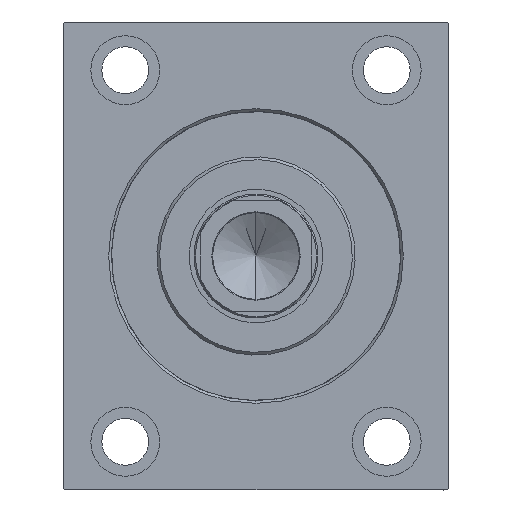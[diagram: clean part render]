
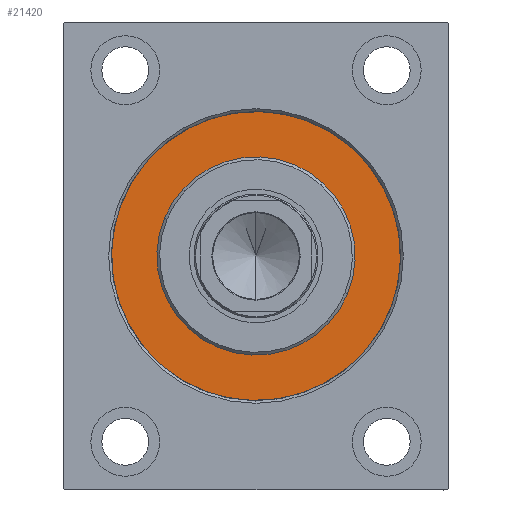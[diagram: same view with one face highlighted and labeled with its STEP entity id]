
A CAD part, left-side view. The second image highlights one B-rep face of the part: STEP entity #21420.
In plain terms, the highlighted face is planar.
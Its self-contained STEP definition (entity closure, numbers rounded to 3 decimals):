
#28 = EDGE_CURVE ( 'NONE', #6223, #33166, #24349, .T. ) ;
#802 = CIRCLE ( 'NONE', #30430, 52.5 ) ;
#1780 = VERTEX_POINT ( 'NONE', #7672 ) ;
#2592 = ORIENTED_EDGE ( 'NONE', *, *, #6712, .F. ) ;
#6223 = VERTEX_POINT ( 'NONE', #18661 ) ;
#6712 = EDGE_CURVE ( 'NONE', #33166, #6223, #36683, .T. ) ;
#6724 = CIRCLE ( 'NONE', #22623, 52.5 ) ;
#7672 = CARTESIAN_POINT ( 'NONE',  ( 0., 0., -52.5 ) ) ;
#7933 = CARTESIAN_POINT ( 'NONE',  ( 0., 0., 0. ) ) ;
#8950 = DIRECTION ( 'NONE',  ( 0., 0., 1. ) ) ;
#12732 = DIRECTION ( 'NONE',  ( 0., 0., 1. ) ) ;
#15026 = AXIS2_PLACEMENT_3D ( 'NONE', #15344, #41293, #26614 ) ;
#15070 = CARTESIAN_POINT ( 'NONE',  ( 0., 0., 0. ) ) ;
#15344 = CARTESIAN_POINT ( 'NONE',  ( 0., 0., 0. ) ) ;
#16019 = DIRECTION ( 'NONE',  ( 1., 0., 0. ) ) ;
#16236 = CARTESIAN_POINT ( 'NONE',  ( 0., 0., 0. ) ) ;
#18050 = CARTESIAN_POINT ( 'NONE',  ( 0., 0., 36. ) ) ;
#18448 = FACE_BOUND ( 'NONE', #30997, .T. ) ;
#18661 = CARTESIAN_POINT ( 'NONE',  ( 0., 0., -36. ) ) ;
#20871 = EDGE_CURVE ( 'NONE', #1780, #42037, #802, .T. ) ;
#21420 = ADVANCED_FACE ( 'NONE', ( #18448, #32698 ), #29303, .F. ) ;
#21733 = DIRECTION ( 'NONE',  ( -1., 0., 0. ) ) ;
#22623 = AXIS2_PLACEMENT_3D ( 'NONE', #7933, #21733, #25798 ) ;
#24349 = CIRCLE ( 'NONE', #44544, 36. ) ;
#25798 = DIRECTION ( 'NONE',  ( 0., 0., 1. ) ) ;
#25868 = EDGE_CURVE ( 'NONE', #42037, #1780, #6724, .T. ) ;
#26518 = DIRECTION ( 'NONE',  ( -1., 0., 0. ) ) ;
#26614 = DIRECTION ( 'NONE',  ( 0., 0., -1. ) ) ;
#28849 = DIRECTION ( 'NONE',  ( -1., 0., 0. ) ) ;
#29303 = PLANE ( 'NONE',  #33321 ) ;
#29914 = CARTESIAN_POINT ( 'NONE',  ( 0., 0., 0. ) ) ;
#30203 = EDGE_LOOP ( 'NONE', ( #43608, #34321 ) ) ;
#30430 = AXIS2_PLACEMENT_3D ( 'NONE', #29914, #26518, #12732 ) ;
#30997 = EDGE_LOOP ( 'NONE', ( #2592, #34873 ) ) ;
#32698 = FACE_OUTER_BOUND ( 'NONE', #30203, .T. ) ;
#33166 = VERTEX_POINT ( 'NONE', #18050 ) ;
#33321 = AXIS2_PLACEMENT_3D ( 'NONE', #15070, #28849, #8950 ) ;
#34321 = ORIENTED_EDGE ( 'NONE', *, *, #25868, .F. ) ;
#34873 = ORIENTED_EDGE ( 'NONE', *, *, #28, .F. ) ;
#36683 = CIRCLE ( 'NONE', #15026, 36. ) ;
#38114 = CARTESIAN_POINT ( 'NONE',  ( 0., 0., 52.5 ) ) ;
#41293 = DIRECTION ( 'NONE',  ( 1., 0., 0. ) ) ;
#42037 = VERTEX_POINT ( 'NONE', #38114 ) ;
#42304 = DIRECTION ( 'NONE',  ( 0., 0., -1. ) ) ;
#43608 = ORIENTED_EDGE ( 'NONE', *, *, #20871, .F. ) ;
#44544 = AXIS2_PLACEMENT_3D ( 'NONE', #16236, #16019, #42304 ) ;
